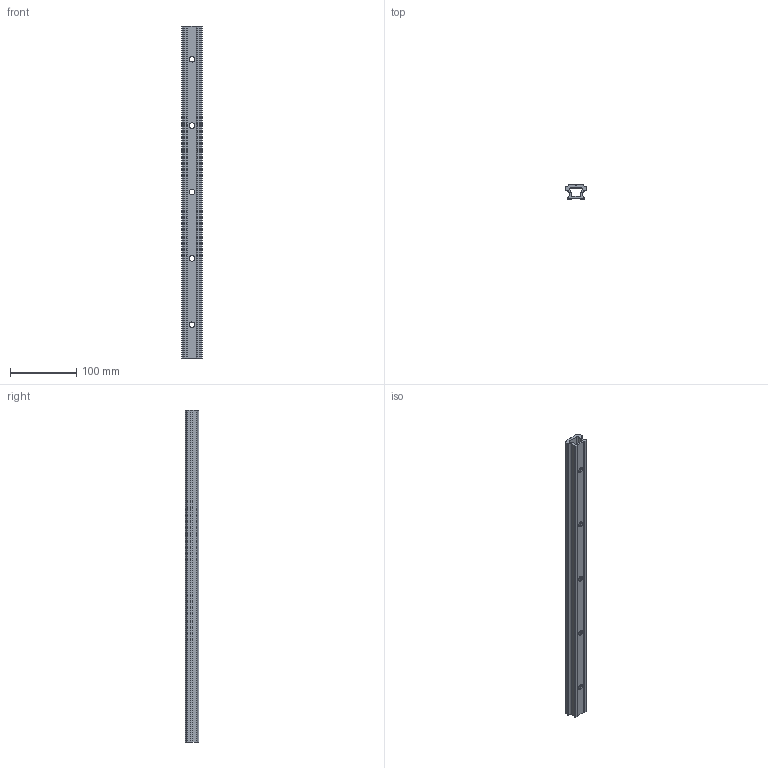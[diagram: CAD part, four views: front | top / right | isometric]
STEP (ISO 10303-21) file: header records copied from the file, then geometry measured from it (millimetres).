
FILE_DESCRIPTION(/* description */ (''),/* implementation_level */ '2;1');
FILE_NAME(/* name */ '4510.stp',/* time_stamp */ '2021-06-14T14:59:45+02:00',/* author */ ('lucade'),/* organization */ (''),/* preprocessor_version */ 'ST-DEVELOPER v18.1',/* originating_system */ 'Autodesk Inventor 2021',/* authorisation */ '');
FILE_SCHEMA (('AUTOMOTIVE_DESIGN { 1 0 10303 214 3 1 1 }'));
Length unit declared in the file: millimetre
Products named in the file (1): 20040601
Bounding box: 31 x 21 x 500 mm (x, y, z)
Volume: 142937.9 mm3; surface area: 80599.5 mm2
Topology: 1 solids, 1 shells, 108 faces, 328 edges, 217 vertices
Faces by surface type: cylinder 62, plane 31, torus 10, cone 5
Full cylindrical faces by diameter (mm): 8.5 x10
Entity records: 4050 total; most frequent: CARTESIAN_POINT 1064, ORIENTED_EDGE 656, DIRECTION 605, EDGE_CURVE 328, AXIS2_PLACEMENT_3D 238, VERTEX_POINT 217, LINE 129, VECTOR 129
